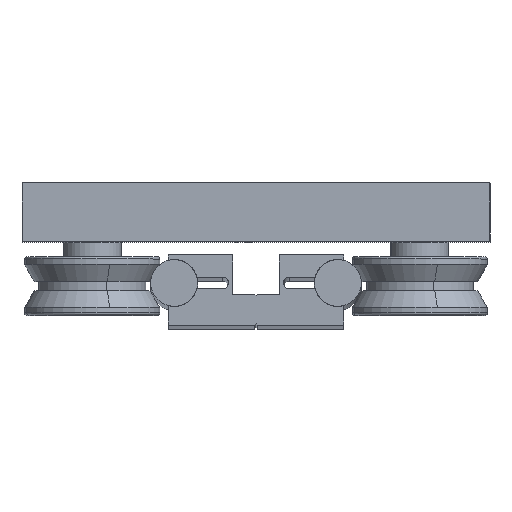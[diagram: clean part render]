
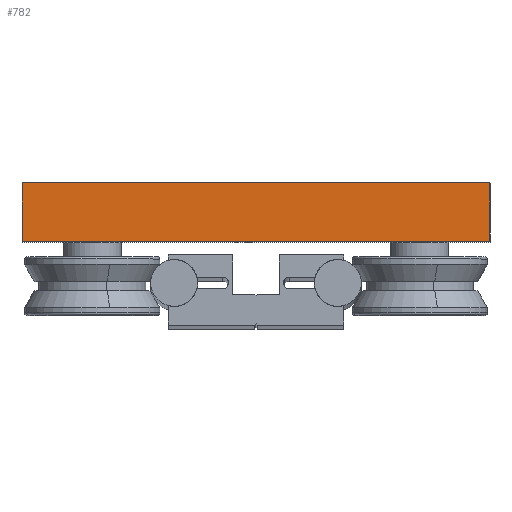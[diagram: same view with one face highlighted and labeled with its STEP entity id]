
A CAD part, top view. The second image highlights one B-rep face of the part: STEP entity #782.
In plain terms, the highlighted planar face has unit normal (0, 0, 1).
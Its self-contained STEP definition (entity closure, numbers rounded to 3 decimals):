
#782=ADVANCED_FACE('',(#1631),#1632,.T.);
#1631=FACE_OUTER_BOUND('',#2716,.T.);
#1632=PLANE('',#2717);
#2716=EDGE_LOOP('',(#5338,#5339,#5340,#5341));
#2717=AXIS2_PLACEMENT_3D('',#5342,#5343,#5344);
#5338=ORIENTED_EDGE('',*,*,#6314,.F.);
#5339=ORIENTED_EDGE('',*,*,#6315,.F.);
#5340=ORIENTED_EDGE('',*,*,#6316,.F.);
#5341=ORIENTED_EDGE('',*,*,#6309,.F.);
#5342=CARTESIAN_POINT('',(-100.0,49.0,590.0));
#5343=DIRECTION('',(0.0,-0.0,1.0));
#5344=DIRECTION('',(0.0,1.0,0.0));
#6309=EDGE_CURVE('',#7769,#7764,#7771,.T.);
#6314=EDGE_CURVE('',#7777,#7769,#7779,.T.);
#6315=EDGE_CURVE('',#7780,#7777,#7781,.T.);
#6316=EDGE_CURVE('',#7764,#7780,#7782,.T.);
#7764=VERTEX_POINT('',#9944);
#7769=VERTEX_POINT('',#9951);
#7771=LINE('',#9954,#9955);
#7777=VERTEX_POINT('',#9964);
#7779=LINE('',#9967,#9968);
#7780=VERTEX_POINT('',#9969);
#7781=LINE('',#9970,#9971);
#7782=LINE('',#9972,#9973);
#9944=CARTESIAN_POINT('',(-100.0,36.5,590.0));
#9951=CARTESIAN_POINT('',(100.,36.5,590.0));
#9954=CARTESIAN_POINT('',(100.,36.5,590.0));
#9955=VECTOR('',#11203,200.0);
#9964=CARTESIAN_POINT('',(100.,61.5,590.0));
#9967=CARTESIAN_POINT('',(100.,61.5,590.0));
#9968=VECTOR('',#11208,25.0);
#9969=CARTESIAN_POINT('',(-100.0,61.5,590.0));
#9970=CARTESIAN_POINT('',(-100.0,61.5,590.0));
#9971=VECTOR('',#11209,200.0);
#9972=CARTESIAN_POINT('',(-100.0,36.5,590.0));
#9973=VECTOR('',#11210,25.0);
#11203=DIRECTION('',(-1.0,0.0,0.0));
#11208=DIRECTION('',(0.0,-1.0,0.0));
#11209=DIRECTION('',(1.0,0.0,0.0));
#11210=DIRECTION('',(0.0,1.0,0.0));
